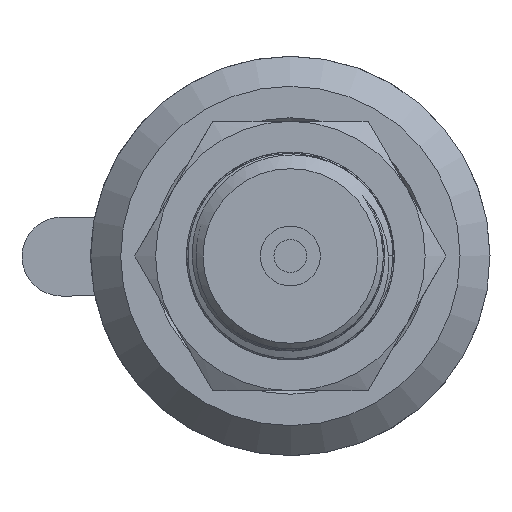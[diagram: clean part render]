
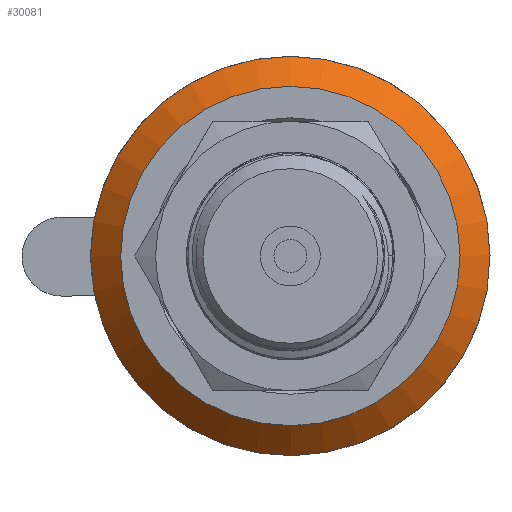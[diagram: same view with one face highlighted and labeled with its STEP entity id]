
A CAD part, left-side view. The second image highlights one B-rep face of the part: STEP entity #30081.
In plain terms, the highlighted conical face has half-angle 45 degrees and reference radius 18.5 mm.
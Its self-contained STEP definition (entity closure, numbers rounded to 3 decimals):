
#1674=CONICAL_SURFACE('',#31785,18.5,0.785);
#2292=FACE_OUTER_BOUND('',#4007,.T.);
#4007=EDGE_LOOP('',(#23191,#23192,#23193,#23194));
#5402=CIRCLE('',#31784,20.);
#5403=CIRCLE('',#31786,17.);
#7378=LINE('',#59511,#10319);
#10319=VECTOR('',#35044,18.5);
#13615=VERTEX_POINT('',#59506);
#13616=VERTEX_POINT('',#59510);
#17139=EDGE_CURVE('',#13615,#13615,#5402,.T.);
#17140=EDGE_CURVE('',#13615,#13616,#7378,.T.);
#17141=EDGE_CURVE('',#13616,#13616,#5403,.T.);
#23191=ORIENTED_EDGE('',*,*,#17139,.F.);
#23192=ORIENTED_EDGE('',*,*,#17140,.T.);
#23193=ORIENTED_EDGE('',*,*,#17141,.T.);
#23194=ORIENTED_EDGE('',*,*,#17140,.F.);
#30081=ADVANCED_FACE('',(#2292),#1674,.T.);
#31784=AXIS2_PLACEMENT_3D('',#59508,#35040,#35041);
#31785=AXIS2_PLACEMENT_3D('',#59509,#35042,#35043);
#31786=AXIS2_PLACEMENT_3D('',#59512,#35045,#35046);
#35040=DIRECTION('center_axis',(-1.,0.,0.));
#35041=DIRECTION('ref_axis',(0.,0.,
-1.));
#35042=DIRECTION('center_axis',(-1.,0.,0.));
#35043=DIRECTION('ref_axis',(0.,-1.,0.));
#35044=DIRECTION('',(0.707,-0.707,0.));
#35045=DIRECTION('center_axis',(-1.,0.,0.));
#35046=DIRECTION('ref_axis',(0.,0.,
-1.));
#59506=CARTESIAN_POINT('',(21.,20.,0.));
#59508=CARTESIAN_POINT('Origin',(21.,0.,0.));
#59509=CARTESIAN_POINT('Origin',(22.5,0.,0.));
#59510=CARTESIAN_POINT('',(24.,17.,0.));
#59511=CARTESIAN_POINT('',(22.5,18.5,0.));
#59512=CARTESIAN_POINT('Origin',(24.,0.,0.));
